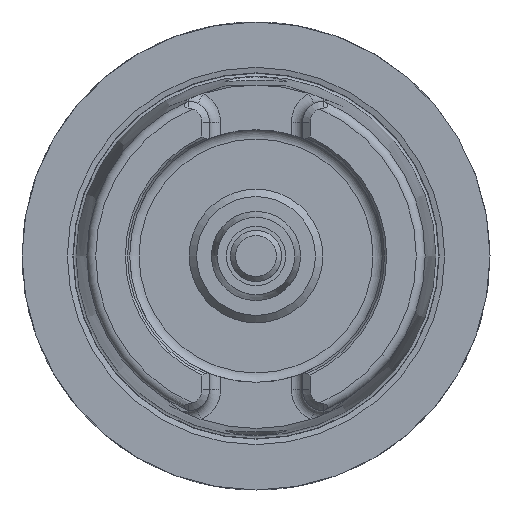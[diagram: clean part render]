
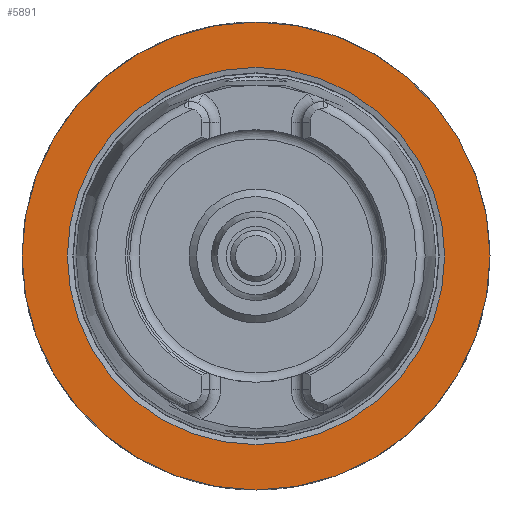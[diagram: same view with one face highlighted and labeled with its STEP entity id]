
A CAD part, left-side view. The second image highlights one B-rep face of the part: STEP entity #5891.
In plain terms, the highlighted planar face has unit normal (-1, 0, 0).
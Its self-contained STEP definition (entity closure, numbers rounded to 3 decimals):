
#5082=CARTESIAN_POINT('',(0.0,31.5,0.0));
#5083=VERTEX_POINT('',#5082);
#5084=CARTESIAN_POINT('',(0.0,0.0,0.0));
#5085=DIRECTION('',(1.0,0.0,0.0));
#5086=DIRECTION('',(0.0,1.0,0.0));
#5087=AXIS2_PLACEMENT_3D('',#5084,#5085,#5086);
#5088=CIRCLE('',#5087,31.5);
#5089=EDGE_CURVE('',#5083,#5083,#5088,.T.);
#5865=CARTESIAN_POINT('',(0.0,25.4,0.0));
#5866=VERTEX_POINT('',#5865);
#5867=CARTESIAN_POINT('',(0.0,0.0,0.0));
#5868=DIRECTION('',(1.0,0.0,0.0));
#5869=DIRECTION('',(0.0,1.0,0.0));
#5870=AXIS2_PLACEMENT_3D('',#5867,#5868,#5869);
#5871=CIRCLE('',#5870,25.4);
#5872=EDGE_CURVE('',#5866,#5866,#5871,.T.);
#5880=CARTESIAN_POINT('',(0.0,28.45,0.0));
#5881=DIRECTION('',(-1.0,0.0,0.0));
#5882=DIRECTION('',(0.0,0.0,1.0));
#5883=AXIS2_PLACEMENT_3D('',#5880,#5881,#5882);
#5884=PLANE('',#5883);
#5885=ORIENTED_EDGE('',*,*,#5089,.F.);
#5886=EDGE_LOOP('',(#5885));
#5887=FACE_OUTER_BOUND('',#5886,.T.);
#5888=ORIENTED_EDGE('',*,*,#5872,.T.);
#5889=EDGE_LOOP('',(#5888));
#5890=FACE_BOUND('',#5889,.T.);
#5891=ADVANCED_FACE('',(#5887,#5890),#5884,.T.);
